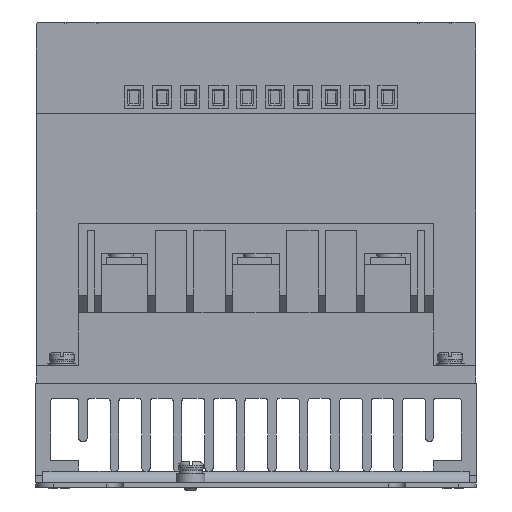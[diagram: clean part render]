
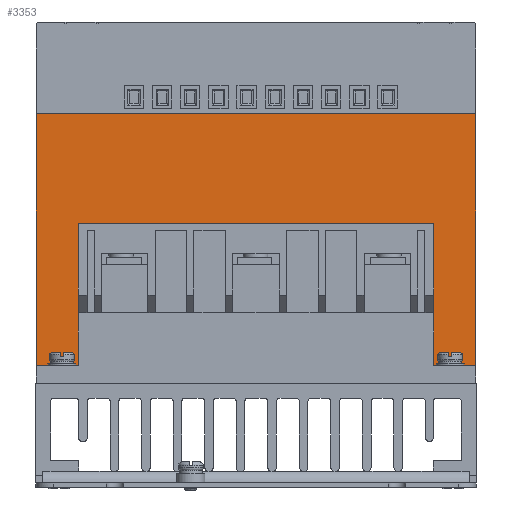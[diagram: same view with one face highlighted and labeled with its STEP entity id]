
A CAD part, front view. The second image highlights one B-rep face of the part: STEP entity #3353.
In plain terms, the highlighted planar face has unit normal (0, -1, 0).
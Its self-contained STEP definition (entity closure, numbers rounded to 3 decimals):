
#6 = DIRECTION ( 'NONE',  ( 0., 0., -1. ) ) ;
#1216 = CARTESIAN_POINT ( 'NONE',  ( 112.9, 28.5, 34.5 ) ) ;
#2578 = EDGE_CURVE ( 'NONE', #31569, #21639, #18085, .T. ) ;
#2926 = ORIENTED_EDGE ( 'NONE', *, *, #36336, .T. ) ;
#3353 = ADVANCED_FACE ( 'NONE', ( #35971 ), #30613, .F. ) ;
#4001 = CARTESIAN_POINT ( 'NONE',  ( 124.9, 28.5, 34.5 ) ) ;
#5159 = LINE ( 'NONE', #34271, #25225 ) ;
#5311 = EDGE_CURVE ( 'NONE', #19361, #9265, #33997, .T. ) ;
#5712 = ORIENTED_EDGE ( 'NONE', *, *, #38734, .F. ) ;
#8528 = LINE ( 'NONE', #19263, #16837 ) ;
#8989 = VECTOR ( 'NONE', #25092, 1000. ) ;
#9265 = VERTEX_POINT ( 'NONE', #36178 ) ;
#9681 = ORIENTED_EDGE ( 'NONE', *, *, #2578, .T. ) ;
#10058 = LINE ( 'NONE', #39373, #27363 ) ;
#11227 = DIRECTION ( 'NONE',  ( 0., 0., -1. ) ) ;
#12001 = DIRECTION ( 'NONE',  ( 0., 0., 1. ) ) ;
#12608 = CARTESIAN_POINT ( 'NONE',  ( 0.1, 28.5, 132. ) ) ;
#13113 = EDGE_CURVE ( 'NONE', #32283, #14976, #10058, .T. ) ;
#13796 = EDGE_CURVE ( 'NONE', #9265, #32248, #5159, .T. ) ;
#14973 = ORIENTED_EDGE ( 'NONE', *, *, #22820, .F. ) ;
#14976 = VERTEX_POINT ( 'NONE', #4001 ) ;
#15352 = DIRECTION ( 'NONE',  ( 1., 0., 0. ) ) ;
#16175 = DIRECTION ( 'NONE',  ( 0., 1., 0. ) ) ;
#16309 = VECTOR ( 'NONE', #15352, 1000. ) ;
#16581 = VECTOR ( 'NONE', #16752, 1000. ) ;
#16615 = CARTESIAN_POINT ( 'NONE',  ( 0.1, 28.5, 106. ) ) ;
#16752 = DIRECTION ( 'NONE',  ( -1., 0., 0. ) ) ;
#16781 = DIRECTION ( 'NONE',  ( 0., 0., 1. ) ) ;
#16837 = VECTOR ( 'NONE', #34004, 1000. ) ;
#18085 = LINE ( 'NONE', #43067, #37743 ) ;
#18975 = CARTESIAN_POINT ( 'NONE',  ( 112.9, 28.5, 132. ) ) ;
#19155 = ORIENTED_EDGE ( 'NONE', *, *, #5311, .F. ) ;
#19263 = CARTESIAN_POINT ( 'NONE',  ( 0.1, 28.5, 34.5 ) ) ;
#19295 = LINE ( 'NONE', #18975, #30529 ) ;
#19361 = VERTEX_POINT ( 'NONE', #21761 ) ;
#19379 = DIRECTION ( 'NONE',  ( 0., 0., -1. ) ) ;
#21639 = VERTEX_POINT ( 'NONE', #42111 ) ;
#21761 = CARTESIAN_POINT ( 'NONE',  ( 112.9, 28.5, 74.9 ) ) ;
#21792 = VERTEX_POINT ( 'NONE', #1216 ) ;
#21803 = CARTESIAN_POINT ( 'NONE',  ( 0.1, 28.5, 106. ) ) ;
#22820 = EDGE_CURVE ( 'NONE', #21792, #19361, #19295, .T. ) ;
#24180 = ORIENTED_EDGE ( 'NONE', *, *, #36419, .F. ) ;
#24988 = CARTESIAN_POINT ( 'NONE',  ( 124.9, 28.5, 106. ) ) ;
#25092 = DIRECTION ( 'NONE',  ( 1., 0., 0. ) ) ;
#25225 = VECTOR ( 'NONE', #19379, 1000. ) ;
#25835 = LINE ( 'NONE', #36345, #16309 ) ;
#27363 = VECTOR ( 'NONE', #11227, 1000. ) ;
#30529 = VECTOR ( 'NONE', #12001, 1000. ) ;
#30613 = PLANE ( 'NONE',  #43043 ) ;
#31569 = VERTEX_POINT ( 'NONE', #16615 ) ;
#32248 = VERTEX_POINT ( 'NONE', #36410 ) ;
#32283 = VERTEX_POINT ( 'NONE', #24988 ) ;
#33997 = LINE ( 'NONE', #38198, #16581 ) ;
#34004 = DIRECTION ( 'NONE',  ( -1., 0., 0. ) ) ;
#34271 = CARTESIAN_POINT ( 'NONE',  ( 12.1, 28.5, 132. ) ) ;
#35742 = EDGE_LOOP ( 'NONE', ( #39985, #5712, #9681, #2926, #40112, #19155, #14973, #24180 ) ) ;
#35971 = FACE_OUTER_BOUND ( 'NONE', #35742, .T. ) ;
#36178 = CARTESIAN_POINT ( 'NONE',  ( 12.1, 28.5, 74.9 ) ) ;
#36336 = EDGE_CURVE ( 'NONE', #21639, #32248, #25835, .T. ) ;
#36345 = CARTESIAN_POINT ( 'NONE',  ( 0.1, 28.5, 34.5 ) ) ;
#36410 = CARTESIAN_POINT ( 'NONE',  ( 12.1, 28.5, 34.5 ) ) ;
#36419 = EDGE_CURVE ( 'NONE', #14976, #21792, #8528, .T. ) ;
#37743 = VECTOR ( 'NONE', #6, 1000. ) ;
#38198 = CARTESIAN_POINT ( 'NONE',  ( 0.1, 28.5, 74.9 ) ) ;
#38734 = EDGE_CURVE ( 'NONE', #31569, #32283, #40858, .T. ) ;
#39373 = CARTESIAN_POINT ( 'NONE',  ( 124.9, 28.5, 132. ) ) ;
#39985 = ORIENTED_EDGE ( 'NONE', *, *, #13113, .F. ) ;
#40112 = ORIENTED_EDGE ( 'NONE', *, *, #13796, .F. ) ;
#40858 = LINE ( 'NONE', #21803, #8989 ) ;
#42111 = CARTESIAN_POINT ( 'NONE',  ( 0.1, 28.5, 34.5 ) ) ;
#43043 = AXIS2_PLACEMENT_3D ( 'NONE', #12608, #16175, #16781 ) ;
#43067 = CARTESIAN_POINT ( 'NONE',  ( 0.1, 28.5, 132. ) ) ;
